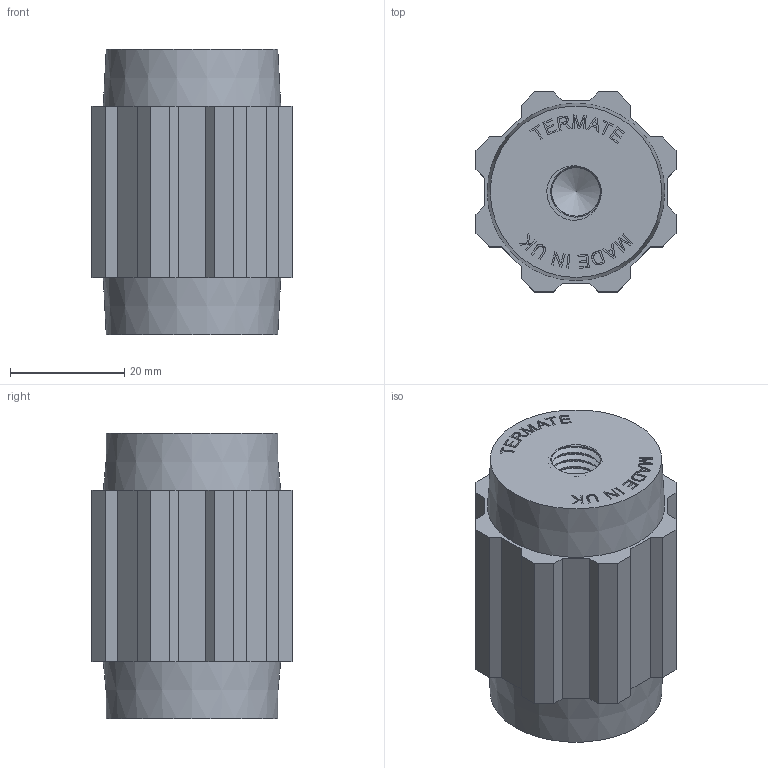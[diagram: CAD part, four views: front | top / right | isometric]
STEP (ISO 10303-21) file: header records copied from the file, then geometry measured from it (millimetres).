
FILE_DESCRIPTION(/* description */ (''),/* implementation_level */ '2;1');
FILE_NAME(/* name */ 'AM4-050-10.step',/* time_stamp */ '2019-12-10T16:07:25+00:00',/* author */ (''),/* organization */ (''),/* preprocessor_version */ 'ST-DEVELOPER v18',/* originating_system */ 'Autodesk Translation Framework v8.12.0.6',/* authorisation */ '');
FILE_SCHEMA (('AUTOMOTIVE_DESIGN { 1 0 10303 214 3 1 1 }'));
Length unit declared in the file: millimetre
Products named in the file (1): AM4-050-10
Bounding box: 35 x 35 x 50 mm (x, y, z)
Volume: 40448.1 mm3; surface area: 9434.5 mm2
Topology: 1 solids, 3 shells, 333 faces, 906 edges, 598 vertices
Faces by surface type: plane 218, bspline 55, cylinder 52, cone 8
Full cylindrical faces by diameter (mm): 8.526 x21, 10.198 x23, 12.5 x2
Entity records: 14600 total; most frequent: CARTESIAN_POINT 6685, ORIENTED_EDGE 1808, DIRECTION 1292, EDGE_CURVE 904, LINE 674, VECTOR 674, VERTEX_POINT 598, EDGE_LOOP 358
